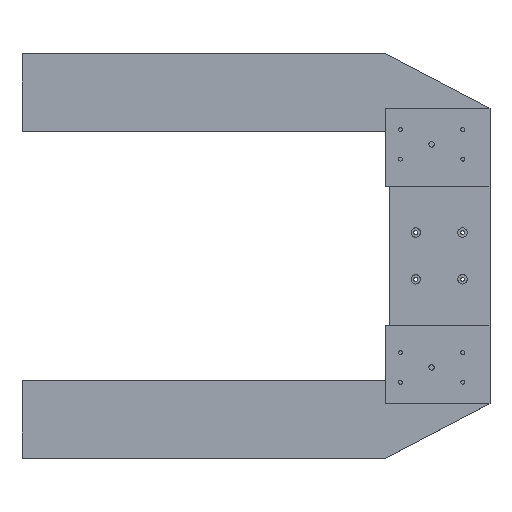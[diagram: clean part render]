
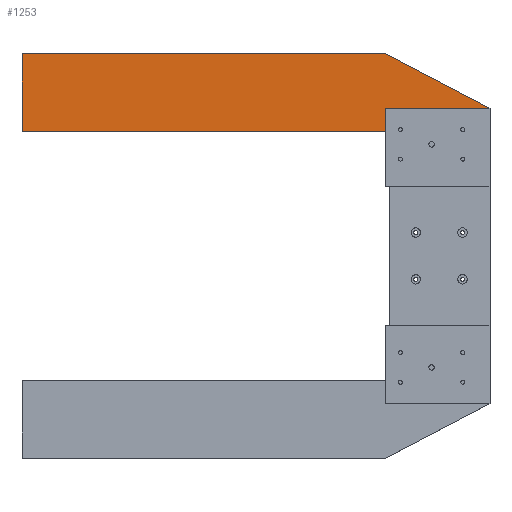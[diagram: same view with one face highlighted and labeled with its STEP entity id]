
A CAD part, top view. The second image highlights one B-rep face of the part: STEP entity #1253.
In plain terms, the highlighted planar face has unit normal (0, 0, 1).
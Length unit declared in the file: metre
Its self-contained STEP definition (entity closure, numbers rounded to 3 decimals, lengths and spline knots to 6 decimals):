
#20 = CARTESIAN_POINT ( 'NONE',  ( 0.001, 0.189422, -0.08 ) ) ;
#53 = EDGE_CURVE ( 'NONE', #1991, #1147, #1896, .T. ) ;
#68 = ORIENTED_EDGE ( 'NONE', *, *, #910, .T. ) ;
#93 = CARTESIAN_POINT ( 'NONE',  ( 0.001, 0.259422, -0.08 ) ) ;
#130 = DIRECTION ( 'NONE',  ( -1., 0., 0. ) ) ;
#154 = CARTESIAN_POINT ( 'NONE',  ( 0.134891, 0.189422, -0.08 ) ) ;
#192 = PLANE ( 'NONE',  #664 ) ;
#255 = EDGE_LOOP ( 'NONE', ( #1348, #347, #1563, #2209, #2217, #68 ) ) ;
#256 = LINE ( 'NONE', #154, #1834 ) ;
#327 = EDGE_CURVE ( 'NONE', #1256, #1550, #2142, .T. ) ;
#347 = ORIENTED_EDGE ( 'NONE', *, *, #327, .F. ) ;
#372 = LINE ( 'NONE', #1670, #1635 ) ;
#375 = DIRECTION ( 'NONE',  ( 0., -1., 0. ) ) ;
#397 = VECTOR ( 'NONE', #1941, 1. ) ;
#408 = EDGE_CURVE ( 'NONE', #1991, #2153, #372, .T. ) ;
#415 = DIRECTION ( 'NONE',  ( 1., 0., 0. ) ) ;
#426 = FACE_OUTER_BOUND ( 'NONE', #255, .T. ) ;
#536 = CARTESIAN_POINT ( 'NONE',  ( 0.134891, 0.189422, -0.08 ) ) ;
#664 = AXIS2_PLACEMENT_3D ( 'NONE', #1992, #1245, #1947 ) ;
#769 = VERTEX_POINT ( 'NONE', #1487 ) ;
#910 = EDGE_CURVE ( 'NONE', #1147, #769, #1717, .T. ) ;
#989 = LINE ( 'NONE', #1240, #397 ) ;
#1147 = VERTEX_POINT ( 'NONE', #1725 ) ;
#1155 = EDGE_CURVE ( 'NONE', #769, #1550, #989, .T. ) ;
#1168 = VECTOR ( 'NONE', #415, 1. ) ;
#1215 = VECTOR ( 'NONE', #130, 1. ) ;
#1240 = CARTESIAN_POINT ( 'NONE',  ( 0.001, 0.189422, -0.08 ) ) ;
#1245 = DIRECTION ( 'NONE',  ( 0., 0., -1. ) ) ;
#1253 = ADVANCED_FACE ( 'NONE', ( #426 ), #192, .F. ) ;
#1256 = VERTEX_POINT ( 'NONE', #536 ) ;
#1348 = ORIENTED_EDGE ( 'NONE', *, *, #1155, .T. ) ;
#1487 = CARTESIAN_POINT ( 'NONE',  ( 0.001, 0.159422, -0.08 ) ) ;
#1550 = VERTEX_POINT ( 'NONE', #1683 ) ;
#1563 = ORIENTED_EDGE ( 'NONE', *, *, #1592, .F. ) ;
#1592 = EDGE_CURVE ( 'NONE', #2153, #1256, #256, .T. ) ;
#1635 = VECTOR ( 'NONE', #1972, 1. ) ;
#1670 = CARTESIAN_POINT ( 'NONE',  ( -0.46511, 0.259422, -0.08 ) ) ;
#1683 = CARTESIAN_POINT ( 'NONE',  ( 0.001, 0.189422, -0.08 ) ) ;
#1717 = LINE ( 'NONE', #1975, #1168 ) ;
#1725 = CARTESIAN_POINT ( 'NONE',  ( -0.46511, 0.159422, -0.08 ) ) ;
#1818 = CARTESIAN_POINT ( 'NONE',  ( -0.46511, 0.259422, -0.08 ) ) ;
#1834 = VECTOR ( 'NONE', #1875, 1. ) ;
#1875 = DIRECTION ( 'NONE',  ( 0.886, -0.463, 0. ) ) ;
#1896 = LINE ( 'NONE', #2194, #1935 ) ;
#1935 = VECTOR ( 'NONE', #375, 1. ) ;
#1941 = DIRECTION ( 'NONE',  ( 0., 1., 0. ) ) ;
#1947 = DIRECTION ( 'NONE',  ( -1., 0., 0. ) ) ;
#1972 = DIRECTION ( 'NONE',  ( 1., 0., 0. ) ) ;
#1975 = CARTESIAN_POINT ( 'NONE',  ( -0.46511, 0.159422, -0.08 ) ) ;
#1991 = VERTEX_POINT ( 'NONE', #1818 ) ;
#1992 = CARTESIAN_POINT ( 'NONE',  ( -0.46511, 0.189422, -0.08 ) ) ;
#2142 = LINE ( 'NONE', #20, #1215 ) ;
#2153 = VERTEX_POINT ( 'NONE', #93 ) ;
#2194 = CARTESIAN_POINT ( 'NONE',  ( -0.46511, 0.189422, -0.08 ) ) ;
#2209 = ORIENTED_EDGE ( 'NONE', *, *, #408, .F. ) ;
#2217 = ORIENTED_EDGE ( 'NONE', *, *, #53, .T. ) ;
